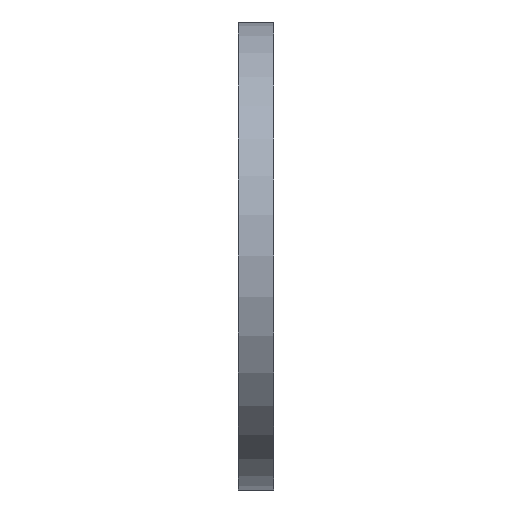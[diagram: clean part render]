
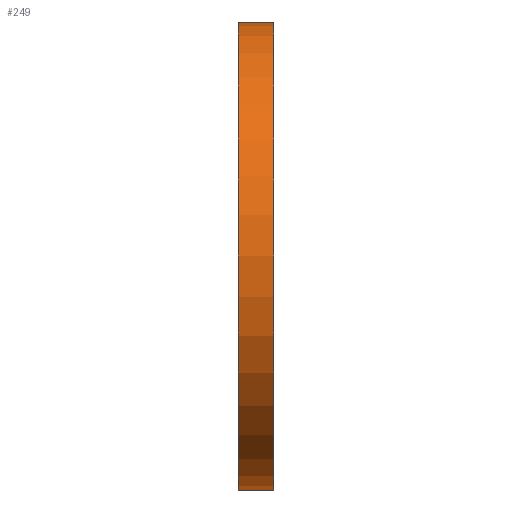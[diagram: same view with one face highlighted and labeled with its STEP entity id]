
A CAD part, left-side view. The second image highlights one B-rep face of the part: STEP entity #249.
In plain terms, the highlighted cylindrical face has radius 20 mm (diameter 40 mm), a partial arc.
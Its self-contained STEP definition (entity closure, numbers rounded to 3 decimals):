
#25 = VECTOR ( 'NONE', #367, 1000. ) ;
#30 = CARTESIAN_POINT ( 'NONE',  ( 0., 0., 0. ) ) ;
#37 = EDGE_CURVE ( 'NONE', #721, #228, #470, .T. ) ;
#46 = EDGE_CURVE ( 'NONE', #203, #563, #150, .T. ) ;
#60 = CARTESIAN_POINT ( 'NONE',  ( 0., 3., -20. ) ) ;
#71 = CARTESIAN_POINT ( 'NONE',  ( 0., 3., 20. ) ) ;
#102 = CARTESIAN_POINT ( 'NONE',  ( 0., 0., 20. ) ) ;
#150 = LINE ( 'NONE', #233, #646 ) ;
#152 = CIRCLE ( 'NONE', #684, 20. ) ;
#161 = CYLINDRICAL_SURFACE ( 'NONE', #698, 20. ) ;
#203 = VERTEX_POINT ( 'NONE', #71 ) ;
#205 = DIRECTION ( 'NONE',  ( 0., -1., 0. ) ) ;
#228 = VERTEX_POINT ( 'NONE', #675 ) ;
#233 = CARTESIAN_POINT ( 'NONE',  ( 0., 3., 20. ) ) ;
#249 = ADVANCED_FACE ( 'NONE', ( #701 ), #161, .T. ) ;
#302 = CARTESIAN_POINT ( 'NONE',  ( 0., 3., -20. ) ) ;
#335 = EDGE_CURVE ( 'NONE', #721, #203, #152, .T. ) ;
#353 = CARTESIAN_POINT ( 'NONE',  ( 0., 3., 0. ) ) ;
#364 = EDGE_CURVE ( 'NONE', #228, #563, #837, .T. ) ;
#367 = DIRECTION ( 'NONE',  ( 0., -1., 0. ) ) ;
#373 = ORIENTED_EDGE ( 'NONE', *, *, #335, .F. ) ;
#415 = ORIENTED_EDGE ( 'NONE', *, *, #46, .F. ) ;
#470 = LINE ( 'NONE', #302, #25 ) ;
#502 = ORIENTED_EDGE ( 'NONE', *, *, #364, .T. ) ;
#531 = CARTESIAN_POINT ( 'NONE',  ( 0., 3., 0. ) ) ;
#532 = ORIENTED_EDGE ( 'NONE', *, *, #37, .T. ) ;
#535 = EDGE_LOOP ( 'NONE', ( #415, #373, #532, #502 ) ) ;
#548 = DIRECTION ( 'NONE',  ( 0., 1., 0. ) ) ;
#563 = VERTEX_POINT ( 'NONE', #102 ) ;
#566 = AXIS2_PLACEMENT_3D ( 'NONE', #30, #811, #748 ) ;
#636 = DIRECTION ( 'NONE',  ( 0., -1., 0. ) ) ;
#646 = VECTOR ( 'NONE', #636, 1000. ) ;
#675 = CARTESIAN_POINT ( 'NONE',  ( 0., 0., -20. ) ) ;
#684 = AXIS2_PLACEMENT_3D ( 'NONE', #353, #548, #686 ) ;
#686 = DIRECTION ( 'NONE',  ( 0., 0., 1. ) ) ;
#698 = AXIS2_PLACEMENT_3D ( 'NONE', #531, #205, #736 ) ;
#701 = FACE_OUTER_BOUND ( 'NONE', #535, .T. ) ;
#721 = VERTEX_POINT ( 'NONE', #60 ) ;
#736 = DIRECTION ( 'NONE',  ( 0., 0., -1. ) ) ;
#748 = DIRECTION ( 'NONE',  ( 0., 0., 1. ) ) ;
#811 = DIRECTION ( 'NONE',  ( 0., 1., 0. ) ) ;
#837 = CIRCLE ( 'NONE', #566, 20. ) ;
